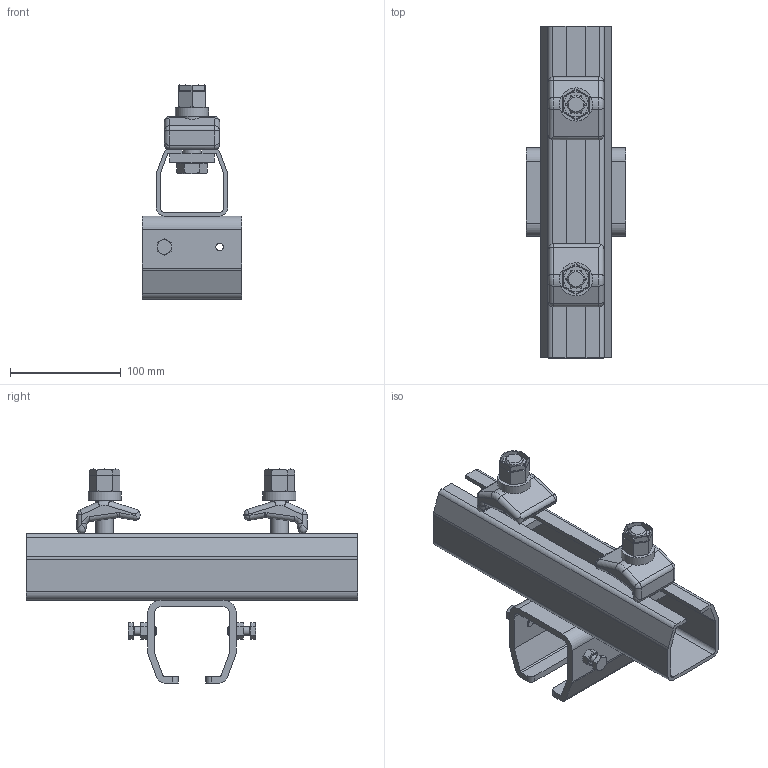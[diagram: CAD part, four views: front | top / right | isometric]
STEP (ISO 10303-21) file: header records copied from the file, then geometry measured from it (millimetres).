
FILE_DESCRIPTION(('STEP AP214'),'1');
FILE_NAME('PMH Upphängning 1502A.stp','2013-08-06T14:18:39',(' '),(' '),'Spatial InterOp 3D',' ',' ');
FILE_SCHEMA(('automotive_design'));
Length unit declared in the file: millimetre
Products named in the file (14): PMH Profilskena upphangning 1502A; NAUO19; NAUO14; NAUO12; NAUO5; NAUO15; NAUO7; NAUO6; NAUO1; NAUO18; NAUO10; NAUO17; NAUO16; NAUO8
Assembly tree (19 placements, depth 4):
  PMH Profilskena upphangning 1502A
    NAUO19  x2
    NAUO14  x2
    NAUO12  x2
    NAUO5  x2
    NAUO15  x2
      NAUO7
      NAUO6
    NAUO1
      NAUO18
      NAUO10
      NAUO17  x2
        NAUO16
        NAUO8
Bounding box: 90 x 300 x 193.5 mm (x, y, z)
Volume: 497176.2 mm3; surface area: 222688.6 mm2
Topology: 18 solids, 18 shells, 412 faces, 1012 edges, 634 vertices
Faces by surface type: plane 198, cylinder 136, cone 44, bspline 16, torus 14, sphere 4
Full cylindrical faces by diameter (mm): 6.647 x2, 6.9 x6, 8 x2, 11.63 x2, 13.835 x2, 16 x2, 16.5 x2, 17.5 x2, 22.49 x2, 30 x2
Entity records: 11415 total; most frequent: CARTESIAN_POINT 3548, DIRECTION 1182, ORIENTED_EDGE 1134, EDGE_CURVE 567, AXIS2_PLACEMENT_3D 442, VERTEX_POINT 376, LINE 298, VECTOR 298
